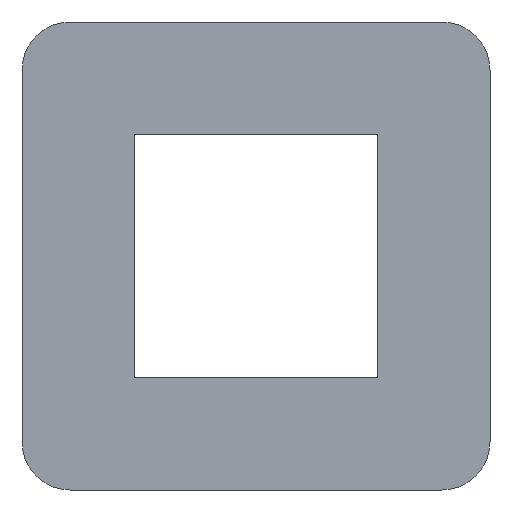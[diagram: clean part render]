
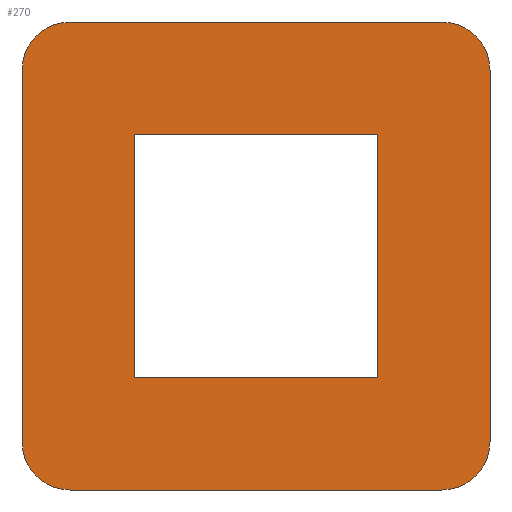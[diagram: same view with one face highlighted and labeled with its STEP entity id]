
A CAD part, front view. The second image highlights one B-rep face of the part: STEP entity #270.
In plain terms, the highlighted planar face has unit normal (0, -1, 0).
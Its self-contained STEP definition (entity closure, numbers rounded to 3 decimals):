
#20=FACE_BOUND('',#58,.T.);
#25=CIRCLE('',#295,5.);
#26=CIRCLE('',#298,5.);
#27=CIRCLE('',#301,5.);
#28=CIRCLE('',#304,5.);
#42=FACE_OUTER_BOUND('',#57,.T.);
#57=EDGE_LOOP('',(#235,#236,#237,#238,#239,#240,#241,#242));
#58=EDGE_LOOP('',(#243,#244,#245,#246));
#61=LINE('',#389,#89);
#71=LINE('',#417,#99);
#73=LINE('',#420,#101);
#74=LINE('',#422,#102);
#78=LINE('',#432,#106);
#81=LINE('',#440,#109);
#84=LINE('',#448,#112);
#86=LINE('',#454,#114);
#89=VECTOR('',#313,10.);
#99=VECTOR('',#335,10.);
#101=VECTOR('',#339,10.);
#102=VECTOR('',#342,10.);
#106=VECTOR('',#352,10.);
#109=VECTOR('',#361,10.);
#112=VECTOR('',#370,10.);
#114=VECTOR('',#378,10.);
#117=VERTEX_POINT('',#386);
#118=VERTEX_POINT('',#388);
#129=VERTEX_POINT('',#414);
#130=VERTEX_POINT('',#416);
#131=VERTEX_POINT('',#424);
#132=VERTEX_POINT('',#425);
#133=VERTEX_POINT('',#430);
#134=VERTEX_POINT('',#434);
#135=VERTEX_POINT('',#438);
#136=VERTEX_POINT('',#442);
#137=VERTEX_POINT('',#446);
#138=VERTEX_POINT('',#450);
#141=EDGE_CURVE('',#118,#117,#61,.T.);
#155=EDGE_CURVE('',#130,#129,#71,.T.);
#157=EDGE_CURVE('',#129,#118,#73,.T.);
#158=EDGE_CURVE('',#117,#130,#74,.T.);
#159=EDGE_CURVE('',#131,#132,#25,.T.);
#163=EDGE_CURVE('',#131,#133,#78,.T.);
#164=EDGE_CURVE('',#134,#133,#26,.T.);
#167=EDGE_CURVE('',#134,#135,#81,.T.);
#168=EDGE_CURVE('',#136,#135,#27,.T.);
#171=EDGE_CURVE('',#136,#137,#84,.T.);
#172=EDGE_CURVE('',#138,#137,#28,.T.);
#174=EDGE_CURVE('',#138,#132,#86,.T.);
#235=ORIENTED_EDGE('',*,*,#159,.F.);
#236=ORIENTED_EDGE('',*,*,#163,.T.);
#237=ORIENTED_EDGE('',*,*,#164,.F.);
#238=ORIENTED_EDGE('',*,*,#167,.T.);
#239=ORIENTED_EDGE('',*,*,#168,.F.);
#240=ORIENTED_EDGE('',*,*,#171,.T.);
#241=ORIENTED_EDGE('',*,*,#172,.F.);
#242=ORIENTED_EDGE('',*,*,#174,.T.);
#243=ORIENTED_EDGE('',*,*,#158,.T.);
#244=ORIENTED_EDGE('',*,*,#155,.T.);
#245=ORIENTED_EDGE('',*,*,#157,.T.);
#246=ORIENTED_EDGE('',*,*,#141,.T.);
#256=PLANE('',#306);
#270=ADVANCED_FACE('',(#42,#20),#256,.T.);
#295=AXIS2_PLACEMENT_3D('',#426,#345,#346);
#298=AXIS2_PLACEMENT_3D('',#435,#355,#356);
#301=AXIS2_PLACEMENT_3D('',#443,#364,#365);
#304=AXIS2_PLACEMENT_3D('',#451,#373,#374);
#306=AXIS2_PLACEMENT_3D('',#455,#379,#380);
#313=DIRECTION('',(0.,0.,-1.));
#335=DIRECTION('',(0.,0.,1.));
#339=DIRECTION('',(1.,0.,0.));
#342=DIRECTION('',(-1.,0.,0.));
#345=DIRECTION('center_axis',(0.,1.,0.));
#346=DIRECTION('ref_axis',(-0.707,0.,-0.707));
#352=DIRECTION('',(1.,0.,0.));
#355=DIRECTION('center_axis',(0.,1.,0.));
#356=DIRECTION('ref_axis',(0.707,0.,-0.707));
#361=DIRECTION('',(0.,0.,1.));
#364=DIRECTION('center_axis',(0.,1.,0.));
#365=DIRECTION('ref_axis',(0.707,0.,0.707));
#370=DIRECTION('',(-1.,0.,0.));
#373=DIRECTION('center_axis',(0.,1.,0.));
#374=DIRECTION('ref_axis',(-0.707,0.,0.707));
#378=DIRECTION('',(0.,0.,-1.));
#379=DIRECTION('center_axis',(0.,-1.,0.));
#380=DIRECTION('ref_axis',(0.,0.,-1.));
#386=CARTESIAN_POINT('',(27.,-9.5,-1.35));
#388=CARTESIAN_POINT('',(27.,-9.5,23.85));
#389=CARTESIAN_POINT('',(27.,-9.5,17.5));
#414=CARTESIAN_POINT('',(1.8,-9.5,23.85));
#416=CARTESIAN_POINT('',(1.8,-9.5,-1.35));
#417=CARTESIAN_POINT('',(1.8,-9.5,5.));
#420=CARTESIAN_POINT('',(20.65,-9.5,23.85));
#422=CARTESIAN_POINT('',(20.65,-9.5,-1.35));
#424=CARTESIAN_POINT('',(-4.85,-9.5,-13.));
#425=CARTESIAN_POINT('',(-9.85,-9.5,-8.));
#426=CARTESIAN_POINT('Origin',(-4.85,-9.5,-8.));
#430=CARTESIAN_POINT('',(33.65,-9.5,-13.));
#432=CARTESIAN_POINT('',(38.65,-9.5,-13.));
#434=CARTESIAN_POINT('',(38.65,-9.5,-8.));
#435=CARTESIAN_POINT('Origin',(33.65,-9.5,-8.));
#438=CARTESIAN_POINT('',(38.65,-9.5,30.5));
#440=CARTESIAN_POINT('',(38.65,-9.5,35.5));
#442=CARTESIAN_POINT('',(33.65,-9.5,35.5));
#443=CARTESIAN_POINT('Origin',(33.65,-9.5,30.5));
#446=CARTESIAN_POINT('',(-4.85,-9.5,35.5));
#448=CARTESIAN_POINT('',(-9.85,-9.5,35.5));
#450=CARTESIAN_POINT('',(-9.85,-9.5,30.5));
#451=CARTESIAN_POINT('Origin',(-4.85,-9.5,30.5));
#454=CARTESIAN_POINT('',(-9.85,-9.5,-13.));
#455=CARTESIAN_POINT('Origin',(14.4,-9.5,11.25));
